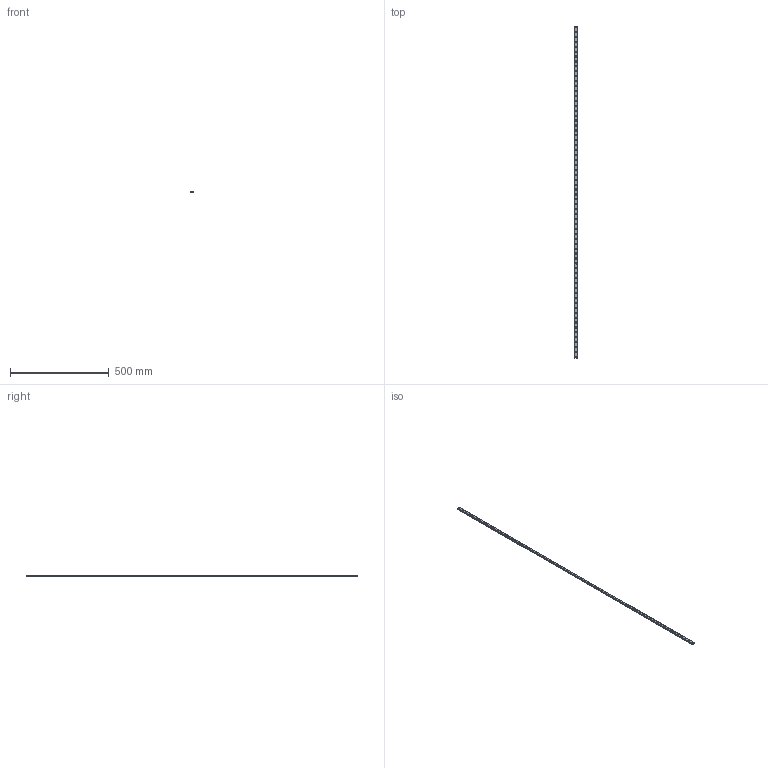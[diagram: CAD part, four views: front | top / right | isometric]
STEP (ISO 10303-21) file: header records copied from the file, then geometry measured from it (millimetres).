
FILE_DESCRIPTION(('STEP AP214'),'1');
FILE_NAME('cctmp_C3F573C0-C7C7-4FDF-B690-52D42E1705DF_2021_02_18_16_00_31_0133..stp','2021-02-18T15:00:31',('HIWIN GmbH'),('CADClick - www.CADClick.com'),'Spatial InterOp 3D',' ','unknown authorization');
FILE_SCHEMA(('AUTOMOTIVE_DESIGN'));
Length unit declared in the file: millimetre
Products named in the file (1): MGNR12R1685CM_FILE
Bounding box: 12 x 1685 x 8 mm (x, y, z)
Volume: 144226.6 mm3; surface area: 83875.7 mm2
Topology: 1 solids, 1 shells, 707 faces, 1491 edges, 994 vertices
Faces by surface type: cylinder 424, plane 283
Entity records: 25033 total; most frequent: DIRECTION 3755, CARTESIAN_POINT 3193, ORIENTED_EDGE 2982, AXIS2_PLACEMENT_3D 1556, EDGE_CURVE 1491, VERTEX_POINT 994, EDGE_LOOP 915, CIRCLE 848
